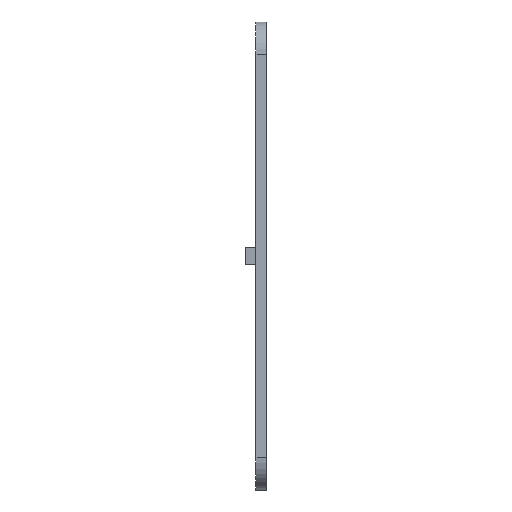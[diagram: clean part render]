
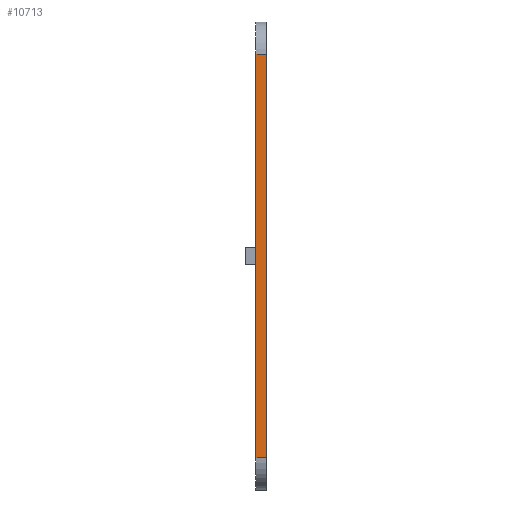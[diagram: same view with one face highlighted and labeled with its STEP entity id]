
A CAD part, left-side view. The second image highlights one B-rep face of the part: STEP entity #10713.
In plain terms, the highlighted planar face has unit normal (-1, 0, 0).
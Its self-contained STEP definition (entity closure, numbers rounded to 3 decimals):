
#126 = DIRECTION ( 'NONE',  ( 0., -1., 0. ) ) ;
#1261 = LINE ( 'NONE', #4937, #13858 ) ;
#2248 = ORIENTED_EDGE ( 'NONE', *, *, #10821, .F. ) ;
#2688 = ORIENTED_EDGE ( 'NONE', *, *, #9747, .T. ) ;
#3628 = VECTOR ( 'NONE', #18133, 1000. ) ;
#3930 = CARTESIAN_POINT ( 'NONE',  ( -24.5, 1.2, -23.69 ) ) ;
#4898 = LINE ( 'NONE', #14273, #9620 ) ;
#4937 = CARTESIAN_POINT ( 'NONE',  ( -24.5, 1.2, -23.69 ) ) ;
#5434 = AXIS2_PLACEMENT_3D ( 'NONE', #17618, #19223, #9723 ) ;
#5657 = LINE ( 'NONE', #15223, #13573 ) ;
#6276 = VERTEX_POINT ( 'NONE', #19055 ) ;
#6588 = EDGE_CURVE ( 'NONE', #9101, #13150, #4898, .T. ) ;
#7074 = CARTESIAN_POINT ( 'NONE',  ( -24.5, 0., -23.69 ) ) ;
#7373 = LINE ( 'NONE', #7074, #3628 ) ;
#8771 = VERTEX_POINT ( 'NONE', #3930 ) ;
#9101 = VERTEX_POINT ( 'NONE', #19550 ) ;
#9620 = VECTOR ( 'NONE', #126, 1000. ) ;
#9723 = DIRECTION ( 'NONE',  ( 0., 0., -1. ) ) ;
#9747 = EDGE_CURVE ( 'NONE', #8771, #6276, #1261, .T. ) ;
#10713 = ADVANCED_FACE ( 'NONE', ( #19262 ), #12794, .F. ) ;
#10821 = EDGE_CURVE ( 'NONE', #8771, #9101, #5657, .T. ) ;
#12794 = PLANE ( 'NONE',  #5434 ) ;
#12851 = DIRECTION ( 'NONE',  ( 0., -1., 0. ) ) ;
#13143 = EDGE_CURVE ( 'NONE', #6276, #13150, #7373, .T. ) ;
#13150 = VERTEX_POINT ( 'NONE', #16550 ) ;
#13488 = ORIENTED_EDGE ( 'NONE', *, *, #13143, .T. ) ;
#13573 = VECTOR ( 'NONE', #15092, 1000. ) ;
#13858 = VECTOR ( 'NONE', #12851, 1000. ) ;
#14243 = EDGE_LOOP ( 'NONE', ( #13488, #19222, #2248, #2688 ) ) ;
#14273 = CARTESIAN_POINT ( 'NONE',  ( -24.5, 1.2, 23.69 ) ) ;
#15092 = DIRECTION ( 'NONE',  ( 0., 0., 1. ) ) ;
#15223 = CARTESIAN_POINT ( 'NONE',  ( -24.5, 1.2, -23.69 ) ) ;
#16550 = CARTESIAN_POINT ( 'NONE',  ( -24.5, 0., 23.69 ) ) ;
#17618 = CARTESIAN_POINT ( 'NONE',  ( -24.5, 1.2, -23.69 ) ) ;
#18133 = DIRECTION ( 'NONE',  ( 0., 0., 1. ) ) ;
#19055 = CARTESIAN_POINT ( 'NONE',  ( -24.5, 0., -23.69 ) ) ;
#19222 = ORIENTED_EDGE ( 'NONE', *, *, #6588, .F. ) ;
#19223 = DIRECTION ( 'NONE',  ( 1., 0., 0. ) ) ;
#19262 = FACE_OUTER_BOUND ( 'NONE', #14243, .T. ) ;
#19550 = CARTESIAN_POINT ( 'NONE',  ( -24.5, 1.2, 23.69 ) ) ;
